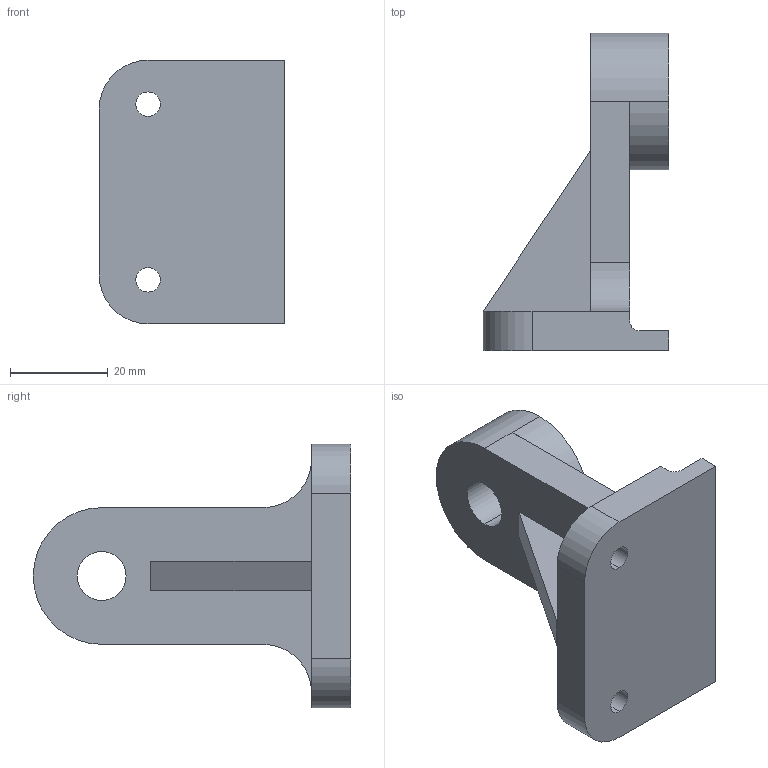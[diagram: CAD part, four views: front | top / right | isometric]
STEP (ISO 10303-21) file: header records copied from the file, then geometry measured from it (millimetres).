
FILE_DESCRIPTION (( 'STEP AP203' ), '1' );
FILE_NAME ('yatak (Montaj1).STEP', '2023-05-02T11:12:29', ( '' ), ( '' ), 'SwSTEP 2.0', 'SolidWorks 2019', '' );
FILE_SCHEMA (( 'CONFIG_CONTROL_DESIGN' ));
Length unit declared in the file: millimetre
Products named in the file (1): yatak (Montaj1)
Bounding box: 38 x 65 x 54 mm (x, y, z)
Volume: 32362.6 mm3; surface area: 11289.5 mm2
Topology: 1 solids, 1 shells, 29 faces, 77 edges, 50 vertices
Faces by surface type: plane 16, cylinder 13
Entity records: 994 total; most frequent: DIRECTION 163, CARTESIAN_POINT 157, ORIENTED_EDGE 154, EDGE_CURVE 77, AXIS2_PLACEMENT_3D 56, LINE 51, VECTOR 51, VERTEX_POINT 50
